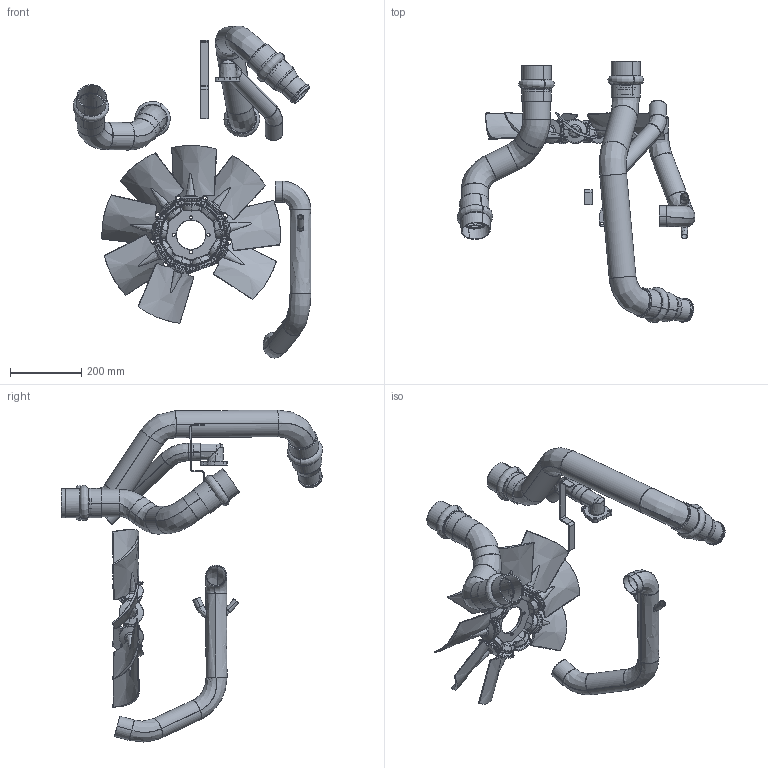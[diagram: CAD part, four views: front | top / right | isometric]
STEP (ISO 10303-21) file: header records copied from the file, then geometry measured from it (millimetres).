
FILE_DESCRIPTION(('FreeCAD Model'),'2;1');
FILE_NAME('Open CASCADE Shape Model','2025-04-17T11:21:45',('FreeCAD'),( 'FreeCAD'),'Open CASCADE STEP processor 7.6','FreeCAD','Unknown');
FILE_SCHEMA(('AUTOMOTIVE_DESIGN { 1 0 10303 214 1 1 1 1 }'));
Products named in the file (1): Open CASCADE STEP translator 7.6 1
Bounding box: 666.62 x 732.34 x 930.11 mm (x, y, z)
Surface area: 1970631.8 mm2 (no closed solid volume)
Topology: 0 solids, 2353 shells, 2353 faces, 12183 edges, 12137 vertices
Faces by surface type: revolution 1677, plane 376, bspline 265, extrusion 35
Entity records: 174986 total; most frequent: CARTESIAN_POINT 85630, DIRECTION 14800, ORIENTED_EDGE 12128, EDGE_CURVE 12128, VERTEX_POINT 12128, B_SPLINE_CURVE_WITH_KNOTS 5769, AXIS2_PLACEMENT_3D 4708, CIRCLE 4331
